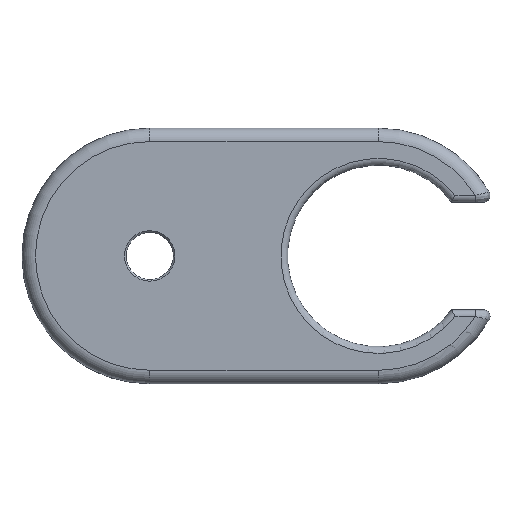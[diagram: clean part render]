
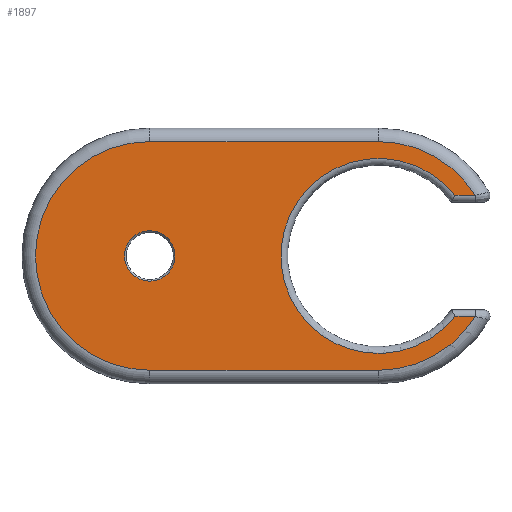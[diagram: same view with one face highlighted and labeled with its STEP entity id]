
A CAD part, top view. The second image highlights one B-rep face of the part: STEP entity #1897.
In plain terms, the highlighted planar face has unit normal (0, 0, 1).
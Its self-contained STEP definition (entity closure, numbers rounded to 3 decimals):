
#85=FACE_BOUND('',#316,.T.);
#91=PLANE('',#2043);
#193=FACE_OUTER_BOUND('',#315,.T.);
#315=EDGE_LOOP('',(#1321,#1322,#1323,#1324,#1325,#1326,#1327,#1328));
#316=EDGE_LOOP('',(#1329));
#443=LINE('',#2866,#606);
#444=LINE('',#2870,#607);
#445=LINE('',#2874,#608);
#446=LINE('',#2878,#609);
#606=VECTOR('',#2271,10.);
#607=VECTOR('',#2274,10.);
#608=VECTOR('',#2277,10.);
#609=VECTOR('',#2280,10.);
#767=CIRCLE('',#2038,7.5);
#771=CIRCLE('',#2044,34.);
#772=CIRCLE('',#2045,34.);
#773=CIRCLE('',#2046,34.);
#774=CIRCLE('',#2047,29.);
#845=VERTEX_POINT('',#2852);
#849=VERTEX_POINT('',#2864);
#850=VERTEX_POINT('',#2865);
#851=VERTEX_POINT('',#2867);
#852=VERTEX_POINT('',#2869);
#853=VERTEX_POINT('',#2871);
#854=VERTEX_POINT('',#2873);
#855=VERTEX_POINT('',#2875);
#856=VERTEX_POINT('',#2877);
#1020=EDGE_CURVE('',#845,#845,#767,.T.);
#1026=EDGE_CURVE('',#849,#850,#443,.T.);
#1027=EDGE_CURVE('',#851,#849,#771,.T.);
#1028=EDGE_CURVE('',#852,#851,#444,.T.);
#1029=EDGE_CURVE('',#853,#852,#772,.T.);
#1030=EDGE_CURVE('',#854,#853,#445,.T.);
#1031=EDGE_CURVE('',#855,#854,#773,.T.);
#1032=EDGE_CURVE('',#856,#855,#446,.T.);
#1033=EDGE_CURVE('',#850,#856,#774,.T.);
#1321=ORIENTED_EDGE('',*,*,#1026,.F.);
#1322=ORIENTED_EDGE('',*,*,#1027,.F.);
#1323=ORIENTED_EDGE('',*,*,#1028,.F.);
#1324=ORIENTED_EDGE('',*,*,#1029,.F.);
#1325=ORIENTED_EDGE('',*,*,#1030,.F.);
#1326=ORIENTED_EDGE('',*,*,#1031,.F.);
#1327=ORIENTED_EDGE('',*,*,#1032,.F.);
#1328=ORIENTED_EDGE('',*,*,#1033,.F.);
#1329=ORIENTED_EDGE('',*,*,#1020,.F.);
#1897=ADVANCED_FACE('',(#193,#85),#91,.T.);
#2038=AXIS2_PLACEMENT_3D('',#2853,#2257,#2258);
#2043=AXIS2_PLACEMENT_3D('',#2863,#2269,#2270);
#2044=AXIS2_PLACEMENT_3D('',#2868,#2272,#2273);
#2045=AXIS2_PLACEMENT_3D('',#2872,#2275,#2276);
#2046=AXIS2_PLACEMENT_3D('',#2876,#2278,#2279);
#2047=AXIS2_PLACEMENT_3D('',#2879,#2281,#2282);
#2257=DIRECTION('center_axis',(0.,0.,1.));
#2258=DIRECTION('ref_axis',(-1.,0.,0.));
#2269=DIRECTION('center_axis',(0.,0.,1.));
#2270=DIRECTION('ref_axis',(1.,0.,0.));
#2271=DIRECTION('',(-1.,0.,0.));
#2272=DIRECTION('center_axis',(0.,0.,-1.));
#2273=DIRECTION('ref_axis',(0.538,0.843,0.));
#2274=DIRECTION('',(1.,0.,0.));
#2275=DIRECTION('center_axis',(0.,0.,-1.));
#2276=DIRECTION('ref_axis',(-1.,0.,0.));
#2277=DIRECTION('',(-1.,0.,0.));
#2278=DIRECTION('center_axis',(0.,0.,-1.));
#2279=DIRECTION('ref_axis',(0.538,-0.843,0.));
#2280=DIRECTION('',(1.,0.,0.));
#2281=DIRECTION('center_axis',(0.,0.,1.));
#2282=DIRECTION('ref_axis',(-1.,0.,0.));
#2852=CARTESIAN_POINT('',(25.092,20.462,15.));
#2853=CARTESIAN_POINT('Origin',(17.592,20.462,15.));
#2863=CARTESIAN_POINT('Origin',(51.592,20.462,15.));
#2864=CARTESIAN_POINT('',(114.436,38.462,15.));
#2865=CARTESIAN_POINT('',(108.329,38.462,15.));
#2866=CARTESIAN_POINT('',(85.826,38.462,15.));
#2867=CARTESIAN_POINT('',(85.592,54.462,15.));
#2868=CARTESIAN_POINT('Origin',(85.592,20.462,15.));
#2869=CARTESIAN_POINT('',(17.592,54.462,15.));
#2870=CARTESIAN_POINT('',(34.592,54.462,15.));
#2871=CARTESIAN_POINT('',(17.592,-13.538,15.));
#2872=CARTESIAN_POINT('Origin',(17.592,20.462,15.));
#2873=CARTESIAN_POINT('',(85.592,-13.538,15.));
#2874=CARTESIAN_POINT('',(68.592,-13.538,15.));
#2875=CARTESIAN_POINT('',(114.436,2.462,15.));
#2876=CARTESIAN_POINT('Origin',(85.592,20.462,15.));
#2877=CARTESIAN_POINT('',(108.329,2.462,15.));
#2878=CARTESIAN_POINT('',(79.466,2.462,15.));
#2879=CARTESIAN_POINT('Origin',(85.592,20.462,15.));
